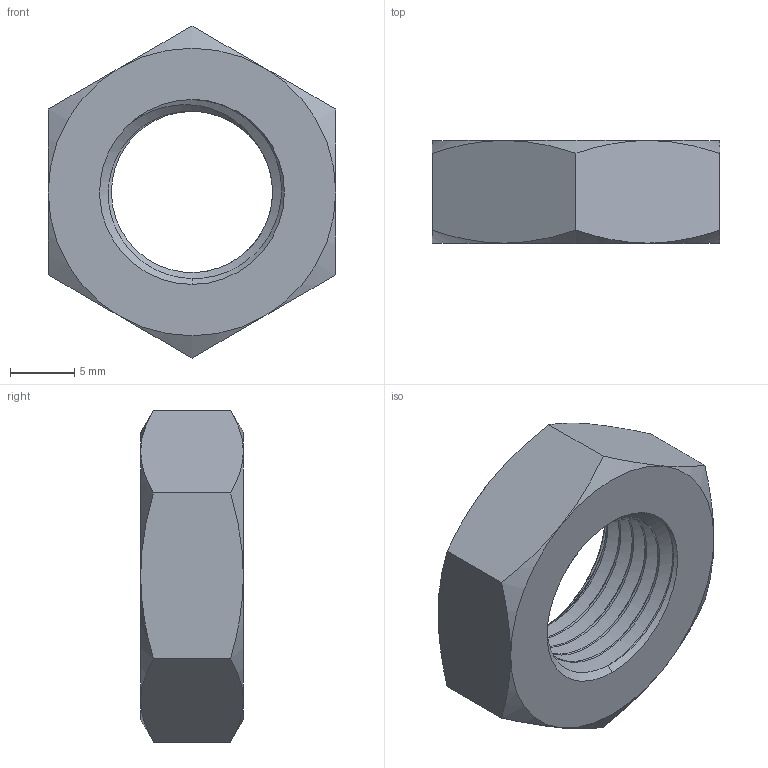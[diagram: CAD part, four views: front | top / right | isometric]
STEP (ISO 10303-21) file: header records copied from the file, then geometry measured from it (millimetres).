
FILE_DESCRIPTION(/* description */ (''),/* implementation_level */ '2;1');
FILE_NAME(/* name */ 'Outside Lead Screw Nut 92174A039_Brass Thin Hex Nut v1.step',/* time_stamp */ '2022-04-06T19:45:32-04:00',/* author */ (''),/* organization */ (''),/* preprocessor_version */ 'ST-DEVELOPER v18.1',/* originating_system */ 'Autodesk Translation Framework v10.14.0.1471',/* authorisation */ '');
FILE_SCHEMA (('AUTOMOTIVE_DESIGN { 1 0 10303 214 3 1 1 }'));
Length unit declared in the file: inch
Products named in the file (1): Outside Lead Screw Nut 92174A039_Brass Thin Hex Nut
Bounding box: 22.45 x 8.02 x 25.92 mm (x, y, z)
Volume: 2309.3 mm3; surface area: 1713.3 mm2
Topology: 1 solids, 1 shells, 38 faces, 91 edges, 55 vertices
Faces by surface type: cone 16, cylinder 12, plane 8, bspline 2
Full cylindrical faces by diameter (mm): 12.579 x3, 14.43 x5
Entity records: 2102 total; most frequent: CARTESIAN_POINT 1313, ORIENTED_EDGE 182, DIRECTION 130, EDGE_CURVE 91, AXIS2_PLACEMENT_3D 56, VERTEX_POINT 55, EDGE_LOOP 40, FACE_OUTER_BOUND 38
